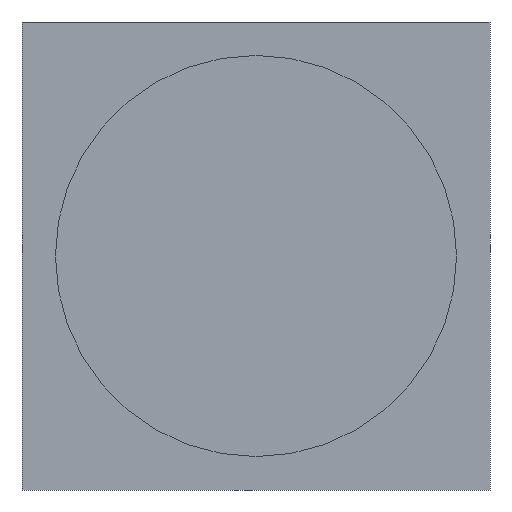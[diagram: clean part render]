
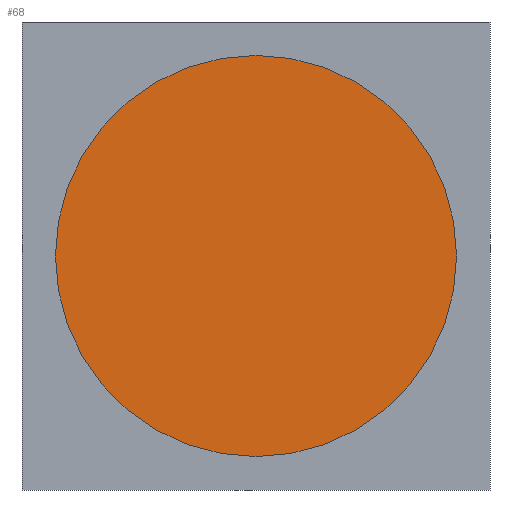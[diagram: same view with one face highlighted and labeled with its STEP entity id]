
A CAD part, front view. The second image highlights one B-rep face of the part: STEP entity #68.
In plain terms, the highlighted planar face has unit normal (0, -1, 0).
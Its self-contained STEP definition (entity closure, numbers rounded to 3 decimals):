
#3 = AXIS2_PLACEMENT_3D ( 'NONE', #513, #89, #477 ) ;
#68 = ADVANCED_FACE ( 'NONE', ( #137 ), #353, .T. ) ;
#89 = DIRECTION ( 'NONE',  ( 0., -1., 0. ) ) ;
#119 = AXIS2_PLACEMENT_3D ( 'NONE', #211, #208, #250 ) ;
#121 = CARTESIAN_POINT ( 'NONE',  ( 0., -0.01, 1.5 ) ) ;
#137 = FACE_OUTER_BOUND ( 'NONE', #164, .T. ) ;
#164 = EDGE_LOOP ( 'NONE', ( #508, #294 ) ) ;
#208 = DIRECTION ( 'NONE',  ( 0., -1., 0. ) ) ;
#211 = CARTESIAN_POINT ( 'NONE',  ( 0., -0.01, 0. ) ) ;
#250 = DIRECTION ( 'NONE',  ( 0., 0., -1. ) ) ;
#294 = ORIENTED_EDGE ( 'NONE', *, *, #512, .T. ) ;
#312 = CIRCLE ( 'NONE', #119, 1.5 ) ;
#353 = PLANE ( 'NONE',  #3 ) ;
#379 = DIRECTION ( 'NONE',  ( 0., -1., 0. ) ) ;
#431 = VERTEX_POINT ( 'NONE', #121 ) ;
#477 = DIRECTION ( 'NONE',  ( 0., 0., -1. ) ) ;
#484 = AXIS2_PLACEMENT_3D ( 'NONE', #545, #379, #548 ) ;
#508 = ORIENTED_EDGE ( 'NONE', *, *, #537, .T. ) ;
#512 = EDGE_CURVE ( 'NONE', #544, #431, #312, .T. ) ;
#513 = CARTESIAN_POINT ( 'NONE',  ( 0., -0.01, 0. ) ) ;
#536 = CIRCLE ( 'NONE', #484, 1.5 ) ;
#537 = EDGE_CURVE ( 'NONE', #431, #544, #536, .T. ) ;
#542 = CARTESIAN_POINT ( 'NONE',  ( 0., -0.01, -1.5 ) ) ;
#544 = VERTEX_POINT ( 'NONE', #542 ) ;
#545 = CARTESIAN_POINT ( 'NONE',  ( 0., -0.01, 0. ) ) ;
#548 = DIRECTION ( 'NONE',  ( 0., 0., -1. ) ) ;
